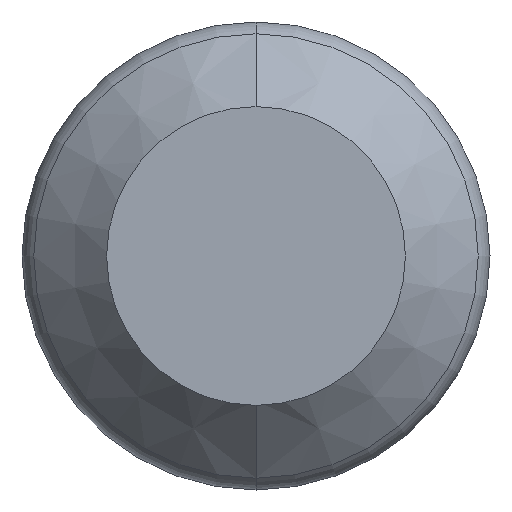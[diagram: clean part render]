
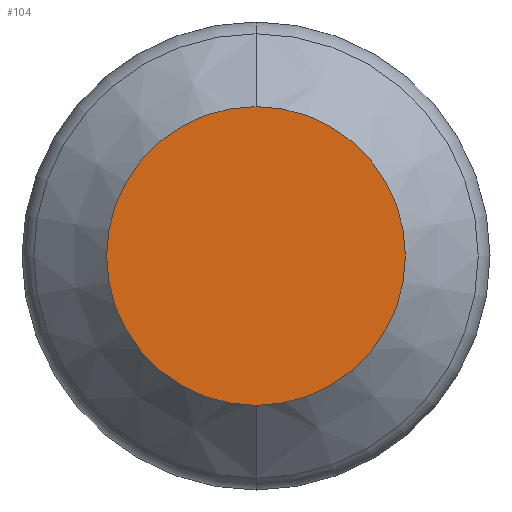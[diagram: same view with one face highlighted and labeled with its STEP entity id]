
A CAD part, front view. The second image highlights one B-rep face of the part: STEP entity #104.
In plain terms, the highlighted planar face has unit normal (0, -1, 0).
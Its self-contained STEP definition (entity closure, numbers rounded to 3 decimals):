
#3 = AXIS2_PLACEMENT_3D ( 'NONE', #942, #280, #572 ) ;
#22 = ORIENTED_EDGE ( 'NONE', *, *, #307, .T. ) ;
#51 = CIRCLE ( 'NONE', #459, 18.55 ) ;
#57 = DIRECTION ( 'NONE',  ( 0., 0., -1. ) ) ;
#90 = ORIENTED_EDGE ( 'NONE', *, *, #320, .T. ) ;
#104 = ADVANCED_FACE ( 'NONE', ( #283 ), #576, .T. ) ;
#207 = DIRECTION ( 'NONE',  ( 0., -1., 0. ) ) ;
#280 = DIRECTION ( 'NONE',  ( 0., -1., 0. ) ) ;
#283 = FACE_OUTER_BOUND ( 'NONE', #564, .T. ) ;
#284 = VERTEX_POINT ( 'NONE', #866 ) ;
#307 = EDGE_CURVE ( 'NONE', #284, #779, #540, .T. ) ;
#320 = EDGE_CURVE ( 'NONE', #779, #284, #51, .T. ) ;
#382 = AXIS2_PLACEMENT_3D ( 'NONE', #876, #207, #499 ) ;
#426 = CARTESIAN_POINT ( 'NONE',  ( 0., 0., 0. ) ) ;
#459 = AXIS2_PLACEMENT_3D ( 'NONE', #426, #722, #57 ) ;
#499 = DIRECTION ( 'NONE',  ( 0., 0., -1. ) ) ;
#540 = CIRCLE ( 'NONE', #3, 18.55 ) ;
#564 = EDGE_LOOP ( 'NONE', ( #90, #22 ) ) ;
#572 = DIRECTION ( 'NONE',  ( 0., 0., -1. ) ) ;
#576 = PLANE ( 'NONE',  #382 ) ;
#609 = CARTESIAN_POINT ( 'NONE',  ( 0., 0., -18.55 ) ) ;
#722 = DIRECTION ( 'NONE',  ( 0., -1., 0. ) ) ;
#779 = VERTEX_POINT ( 'NONE', #609 ) ;
#866 = CARTESIAN_POINT ( 'NONE',  ( 0., 0., 18.55 ) ) ;
#876 = CARTESIAN_POINT ( 'NONE',  ( 0., 0., 0. ) ) ;
#942 = CARTESIAN_POINT ( 'NONE',  ( 0., 0., 0. ) ) ;
